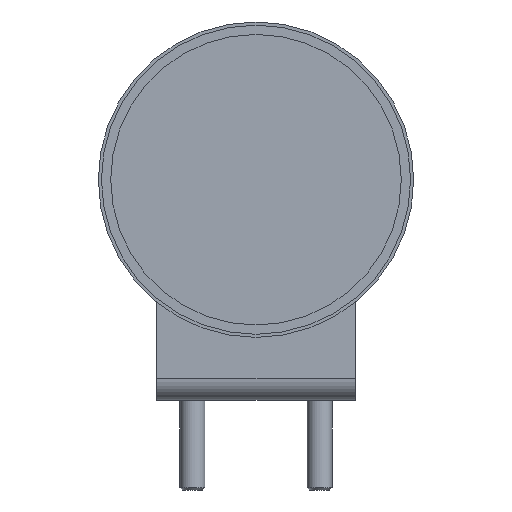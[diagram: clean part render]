
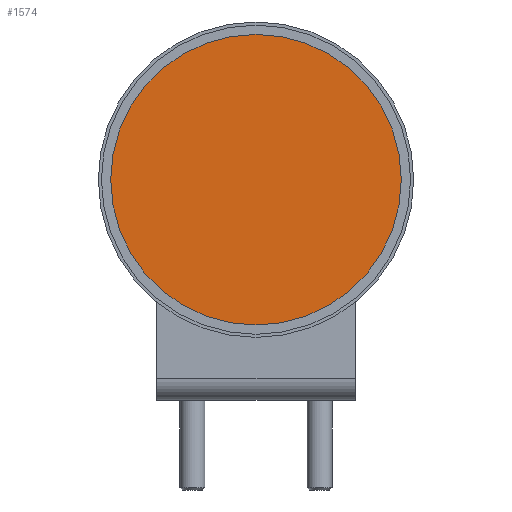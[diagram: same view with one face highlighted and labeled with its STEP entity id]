
A CAD part, front view. The second image highlights one B-rep face of the part: STEP entity #1574.
In plain terms, the highlighted face is planar.
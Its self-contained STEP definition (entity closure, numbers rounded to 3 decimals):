
#177=CIRCLE('',#1730,23.4);
#293=FACE_OUTER_BOUND('',#414,.T.);
#414=EDGE_LOOP('',(#1224));
#736=VERTEX_POINT('',#2559);
#905=EDGE_CURVE('',#736,#736,#177,.T.);
#1224=ORIENTED_EDGE('',*,*,#905,.T.);
#1500=PLANE('',#1738);
#1574=ADVANCED_FACE('',(#293),#1500,.T.);
#1730=AXIS2_PLACEMENT_3D('',#2561,#2069,#2070);
#1738=AXIS2_PLACEMENT_3D('',#2569,#2085,#2086);
#2069=DIRECTION('center_axis',(-1.,0.,0.));
#2070=DIRECTION('ref_axis',(0.,1.,0.));
#2085=DIRECTION('center_axis',(-1.,0.,0.));
#2086=DIRECTION('ref_axis',(0.,0.,-1.));
#2559=CARTESIAN_POINT('',(-9.2,-23.4,0.));
#2561=CARTESIAN_POINT('Origin',(-9.2,0.,
0.));
#2569=CARTESIAN_POINT('Origin',(-9.2,11.7,0.));
